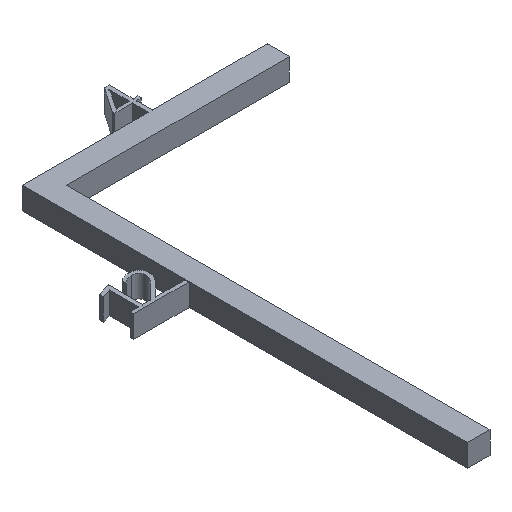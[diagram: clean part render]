
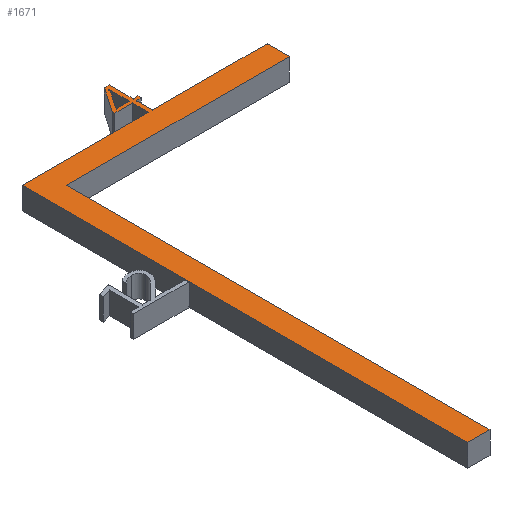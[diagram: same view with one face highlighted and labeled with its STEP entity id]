
A CAD part, isometric view. The second image highlights one B-rep face of the part: STEP entity #1671.
In plain terms, the highlighted planar face has unit normal (0, 0, 1).
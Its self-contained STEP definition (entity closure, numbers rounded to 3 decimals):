
#838=CARTESIAN_POINT('',(0.,-45.,6.));
#839=VERTEX_POINT('',#838);
#846=CARTESIAN_POINT('',(0.,75.,6.));
#847=VERTEX_POINT('',#846);
#848=CARTESIAN_POINT('',(0.,75.,6.));
#849=DIRECTION('',(0.,-1.,0.));
#850=VECTOR('',#849,120.);
#851=LINE('',#848,#850);
#852=EDGE_CURVE('',#847,#839,#851,.T.);
#876=CARTESIAN_POINT('',(6.,-45.,6.));
#877=VERTEX_POINT('',#876);
#884=CARTESIAN_POINT('',(0.,-45.,6.));
#885=DIRECTION('',(1.,0.,0.));
#886=VECTOR('',#885,6.);
#887=LINE('',#884,#886);
#888=EDGE_CURVE('',#839,#877,#887,.T.);
#900=CARTESIAN_POINT('',(34.037,75.,6.));
#901=VERTEX_POINT('',#900);
#902=CARTESIAN_POINT('',(0.,75.,6.));
#903=DIRECTION('',(1.,0.,0.));
#904=VECTOR('',#903,34.037);
#905=LINE('',#902,#904);
#906=EDGE_CURVE('',#847,#901,#905,.T.);
#938=CARTESIAN_POINT('',(6.,69.,6.));
#939=VERTEX_POINT('',#938);
#946=CARTESIAN_POINT('',(6.,-45.,6.));
#947=DIRECTION('',(0.,1.,0.));
#948=VECTOR('',#947,114.);
#949=LINE('',#946,#948);
#950=EDGE_CURVE('',#877,#939,#949,.T.);
#1142=CARTESIAN_POINT('',(66.,69.,6.));
#1143=VERTEX_POINT('',#1142);
#1144=CARTESIAN_POINT('',(6.,69.,6.));
#1145=DIRECTION('',(1.,0.,0.));
#1146=VECTOR('',#1145,60.);
#1147=LINE('',#1144,#1146);
#1148=EDGE_CURVE('',#939,#1143,#1147,.T.);
#1166=CARTESIAN_POINT('',(35.126,79.313,6.));
#1167=VERTEX_POINT('',#1166);
#1168=CARTESIAN_POINT('',(36.417,79.313,6.));
#1169=VERTEX_POINT('',#1168);
#1170=CARTESIAN_POINT('',(35.126,79.313,6.));
#1171=DIRECTION('',(1.,0.,0.));
#1172=VECTOR('',#1171,1.291);
#1173=LINE('',#1170,#1172);
#1174=EDGE_CURVE('',#1167,#1169,#1173,.T.);
#1197=CARTESIAN_POINT('',(36.417,80.204,6.));
#1198=VERTEX_POINT('',#1197);
#1199=CARTESIAN_POINT('',(36.417,79.313,6.));
#1200=DIRECTION('',(0.,1.,0.));
#1201=VECTOR('',#1200,0.891);
#1202=LINE('',#1199,#1201);
#1203=EDGE_CURVE('',#1169,#1198,#1202,.T.);
#1221=CARTESIAN_POINT('',(35.126,80.204,6.));
#1222=VERTEX_POINT('',#1221);
#1223=CARTESIAN_POINT('',(36.417,80.204,6.));
#1224=DIRECTION('',(-1.,0.,0.));
#1225=VECTOR('',#1224,1.291);
#1226=LINE('',#1223,#1225);
#1227=EDGE_CURVE('',#1198,#1222,#1226,.T.);
#1245=CARTESIAN_POINT('',(35.126,86.628,6.));
#1246=VERTEX_POINT('',#1245);
#1247=CARTESIAN_POINT('',(35.126,80.204,6.));
#1248=DIRECTION('',(0.,1.,0.));
#1249=VECTOR('',#1248,6.423);
#1250=LINE('',#1247,#1249);
#1251=EDGE_CURVE('',#1222,#1246,#1250,.T.);
#1269=CARTESIAN_POINT('',(33.796,86.628,6.));
#1270=VERTEX_POINT('',#1269);
#1271=CARTESIAN_POINT('',(35.126,86.628,6.));
#1272=DIRECTION('',(-1.,0.,0.));
#1273=VECTOR('',#1272,1.33);
#1274=LINE('',#1271,#1273);
#1275=EDGE_CURVE('',#1246,#1270,#1274,.T.);
#1293=CARTESIAN_POINT('',(29.329,80.024,6.));
#1294=VERTEX_POINT('',#1293);
#1295=CARTESIAN_POINT('',(33.796,86.628,6.));
#1296=DIRECTION('',(-0.56,-0.828,0.));
#1297=VECTOR('',#1296,7.973);
#1298=LINE('',#1295,#1297);
#1299=EDGE_CURVE('',#1270,#1294,#1298,.T.);
#1317=CARTESIAN_POINT('',(29.329,79.313,6.));
#1318=VERTEX_POINT('',#1317);
#1319=CARTESIAN_POINT('',(29.329,80.024,6.));
#1320=DIRECTION('',(0.,-1.,0.));
#1321=VECTOR('',#1320,0.71);
#1322=LINE('',#1319,#1321);
#1323=EDGE_CURVE('',#1294,#1318,#1322,.T.);
#1341=CARTESIAN_POINT('',(34.054,79.313,6.));
#1342=VERTEX_POINT('',#1341);
#1343=CARTESIAN_POINT('',(29.329,79.313,6.));
#1344=DIRECTION('',(1.,0.,0.));
#1345=VECTOR('',#1344,4.725);
#1346=LINE('',#1343,#1345);
#1347=EDGE_CURVE('',#1318,#1342,#1346,.T.);
#1365=CARTESIAN_POINT('',(34.054,76.628,6.));
#1366=VERTEX_POINT('',#1365);
#1367=CARTESIAN_POINT('',(34.054,79.313,6.));
#1368=DIRECTION('',(0.,-1.,0.));
#1369=VECTOR('',#1368,2.686);
#1370=LINE('',#1367,#1369);
#1371=EDGE_CURVE('',#1342,#1366,#1370,.T.);
#1391=CARTESIAN_POINT('',(34.037,76.628,6.));
#1392=VERTEX_POINT('',#1391);
#1393=CARTESIAN_POINT('',(34.054,76.628,6.));
#1394=DIRECTION('',(-1.,0.,0.));
#1395=VECTOR('',#1394,0.017);
#1396=LINE('',#1393,#1395);
#1397=EDGE_CURVE('',#1366,#1392,#1396,.T.);
#1413=CARTESIAN_POINT('',(34.037,76.628,6.));
#1414=DIRECTION('',(0.,-1.,0.));
#1415=VECTOR('',#1414,1.628);
#1416=LINE('',#1413,#1415);
#1417=EDGE_CURVE('',#1392,#901,#1416,.T.);
#1430=CARTESIAN_POINT('',(66.,75.,6.));
#1431=VERTEX_POINT('',#1430);
#1432=CARTESIAN_POINT('',(66.,69.,6.));
#1433=DIRECTION('',(0.,1.,0.));
#1434=VECTOR('',#1433,6.);
#1435=LINE('',#1432,#1434);
#1436=EDGE_CURVE('',#1143,#1431,#1435,.T.);
#1454=CARTESIAN_POINT('',(35.125,75.,6.));
#1455=VERTEX_POINT('',#1454);
#1456=CARTESIAN_POINT('',(66.,75.,6.));
#1457=DIRECTION('',(-1.,0.,0.));
#1458=VECTOR('',#1457,30.875);
#1459=LINE('',#1456,#1458);
#1460=EDGE_CURVE('',#1431,#1455,#1459,.T.);
#1479=CARTESIAN_POINT('',(35.125,75.,6.));
#1480=DIRECTION('',(0.,1.,0.));
#1481=VECTOR('',#1480,4.313);
#1482=LINE('',#1479,#1481);
#1483=EDGE_CURVE('',#1455,#1167,#1482,.T.);
#1495=CARTESIAN_POINT('',(34.054,80.204,6.));
#1496=VERTEX_POINT('',#1495);
#1497=CARTESIAN_POINT('',(30.53,80.204,6.));
#1498=VERTEX_POINT('',#1497);
#1499=CARTESIAN_POINT('',(34.054,80.204,6.));
#1500=DIRECTION('',(-1.,0.,0.));
#1501=VECTOR('',#1500,3.525);
#1502=LINE('',#1499,#1501);
#1503=EDGE_CURVE('',#1496,#1498,#1502,.T.);
#1526=CARTESIAN_POINT('',(33.673,84.878,6.));
#1527=VERTEX_POINT('',#1526);
#1528=CARTESIAN_POINT('',(30.53,80.204,6.));
#1529=DIRECTION('',(0.558,0.83,0.));
#1530=VECTOR('',#1529,5.633);
#1531=LINE('',#1528,#1530);
#1532=EDGE_CURVE('',#1498,#1527,#1531,.T.);
#1552=CARTESIAN_POINT('',(34.054,85.646,6.));
#1553=VERTEX_POINT('',#1552);
#1554=CARTESIAN_POINT('',(33.673,84.878,6.));
#1555=CARTESIAN_POINT('',(34.003,85.504,6.));
#1556=CARTESIAN_POINT('',(34.054,85.646,6.));
#1557=B_SPLINE_CURVE_WITH_KNOTS('',2,(#1554,#1555,#1556),.UNSPECIFIED.,.F.,.U.,(3,3),(0.,1.),.UNSPECIFIED.);
#1558=EDGE_CURVE('',#1527,#1553,#1557,.T.);
#1576=CARTESIAN_POINT('',(34.08,85.646,6.));
#1577=VERTEX_POINT('',#1576);
#1578=CARTESIAN_POINT('',(34.054,85.646,6.));
#1579=DIRECTION('',(1.,0.,0.));
#1580=VECTOR('',#1579,0.026);
#1581=LINE('',#1578,#1580);
#1582=EDGE_CURVE('',#1553,#1577,#1581,.T.);
#1600=CARTESIAN_POINT('',(34.054,84.607,6.));
#1601=VERTEX_POINT('',#1600);
#1602=CARTESIAN_POINT('',(57.705,84.539,6.));
#1603=DIRECTION('',(-0.999,0.047,0.));
#1604=DIRECTION('',(0.,0.,1.));
#1605=AXIS2_PLACEMENT_3D('',#1602,#1604,#1603);
#1606=CIRCLE('',#1605,23.651);
#1607=EDGE_CURVE('',#1577,#1601,#1606,.T.);
#1625=CARTESIAN_POINT('',(34.054,84.607,6.));
#1626=DIRECTION('',(0.,-1.,0.));
#1627=VECTOR('',#1626,4.403);
#1628=LINE('',#1625,#1627);
#1629=EDGE_CURVE('',#1601,#1496,#1628,.T.);
#1637=CARTESIAN_POINT('',(60.,40.5,6.));
#1638=DIRECTION('',(1.,0.,0.));
#1639=DIRECTION('',(0.,0.,1.));
#1640=AXIS2_PLACEMENT_3D('',#1637,#1639,#1638);
#1641=PLANE('',#1640);
#1642=ORIENTED_EDGE('',*,*,#1148,.T.);
#1643=ORIENTED_EDGE('',*,*,#1436,.T.);
#1644=ORIENTED_EDGE('',*,*,#1460,.T.);
#1645=ORIENTED_EDGE('',*,*,#1483,.T.);
#1646=ORIENTED_EDGE('',*,*,#1174,.T.);
#1647=ORIENTED_EDGE('',*,*,#1203,.T.);
#1648=ORIENTED_EDGE('',*,*,#1227,.T.);
#1649=ORIENTED_EDGE('',*,*,#1251,.T.);
#1650=ORIENTED_EDGE('',*,*,#1275,.T.);
#1651=ORIENTED_EDGE('',*,*,#1299,.T.);
#1652=ORIENTED_EDGE('',*,*,#1323,.T.);
#1653=ORIENTED_EDGE('',*,*,#1347,.T.);
#1654=ORIENTED_EDGE('',*,*,#1371,.T.);
#1655=ORIENTED_EDGE('',*,*,#1397,.T.);
#1656=ORIENTED_EDGE('',*,*,#1417,.T.);
#1657=ORIENTED_EDGE('',*,*,#906,.F.);
#1658=ORIENTED_EDGE('',*,*,#852,.T.);
#1659=ORIENTED_EDGE('',*,*,#888,.T.);
#1660=ORIENTED_EDGE('',*,*,#950,.T.);
#1661=EDGE_LOOP('',(#1642,#1643,#1644,#1645,#1646,#1647,#1648,#1649,#1650,#1651,#1652,#1653,#1654,#1655,#1656,#1657,#1658,#1659,#1660));
#1662=FACE_OUTER_BOUND('',#1661,.T.);
#1663=ORIENTED_EDGE('',*,*,#1503,.T.);
#1664=ORIENTED_EDGE('',*,*,#1532,.T.);
#1665=ORIENTED_EDGE('',*,*,#1558,.T.);
#1666=ORIENTED_EDGE('',*,*,#1582,.T.);
#1667=ORIENTED_EDGE('',*,*,#1607,.T.);
#1668=ORIENTED_EDGE('',*,*,#1629,.T.);
#1669=EDGE_LOOP('',(#1663,#1664,#1665,#1666,#1667,#1668));
#1670=FACE_BOUND('',#1669,.T.);
#1671=ADVANCED_FACE('F27',(#1662,#1670),#1641,.T.);
